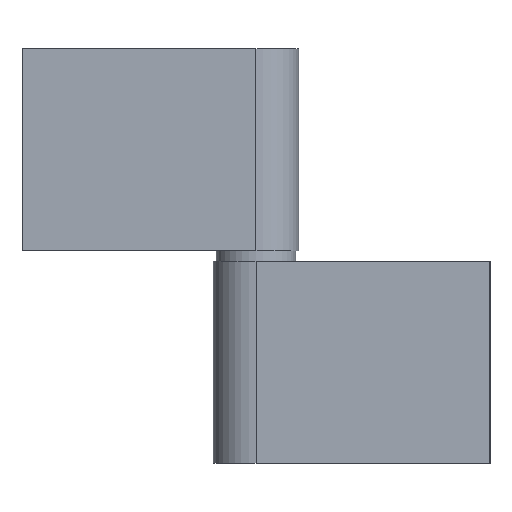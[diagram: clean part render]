
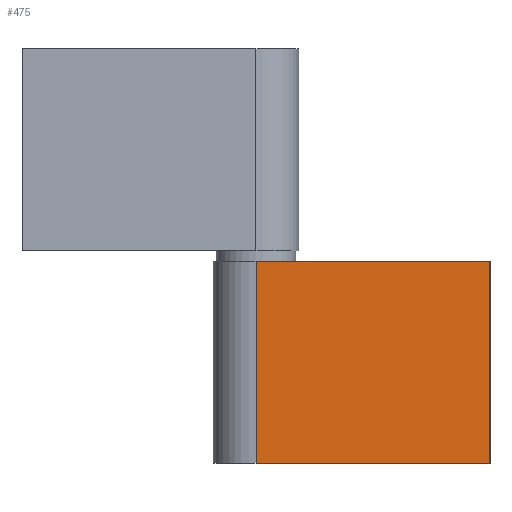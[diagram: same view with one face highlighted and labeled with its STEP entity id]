
A CAD part, top view. The second image highlights one B-rep face of the part: STEP entity #475.
In plain terms, the highlighted planar face has unit normal (0, 0, 1).
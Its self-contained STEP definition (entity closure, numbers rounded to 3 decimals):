
#473 = ORIENTED_EDGE ( 'NONE', *, *, #536, .T. ) ;
#475 = ADVANCED_FACE ( 'NONE', ( #931 ), #881, .F. ) ;
#476 = EDGE_LOOP ( 'NONE', ( #481, #480, #479, #473 ) ) ;
#478 = EDGE_CURVE ( 'NONE', #543, #545, #890, .T. ) ;
#479 = ORIENTED_EDGE ( 'NONE', *, *, #506, .F. ) ;
#480 = ORIENTED_EDGE ( 'NONE', *, *, #478, .F. ) ;
#481 = ORIENTED_EDGE ( 'NONE', *, *, #491, .T. ) ;
#491 = EDGE_CURVE ( 'NONE', #534, #545, #910, .T. ) ;
#506 = EDGE_CURVE ( 'NONE', #528, #543, #860, .T. ) ;
#528 = VERTEX_POINT ( 'NONE', #768 ) ;
#534 = VERTEX_POINT ( 'NONE', #757 ) ;
#536 = EDGE_CURVE ( 'NONE', #528, #534, #756, .T. ) ;
#543 = VERTEX_POINT ( 'NONE', #804 ) ;
#545 = VERTEX_POINT ( 'NONE', #803 ) ;
#753 = DIRECTION ( 'NONE',  ( 0., -1., 0. ) ) ;
#754 = VECTOR ( 'NONE', #753, 1000. ) ;
#755 = CARTESIAN_POINT ( 'NONE',  ( 0., 38., 8. ) ) ;
#756 = LINE ( 'NONE', #755, #754 ) ;
#757 = CARTESIAN_POINT ( 'NONE',  ( 0., 0., 8. ) ) ;
#768 = CARTESIAN_POINT ( 'NONE',  ( 0., 38., 8. ) ) ;
#803 = CARTESIAN_POINT ( 'NONE',  ( 44., 0., 8. ) ) ;
#804 = CARTESIAN_POINT ( 'NONE',  ( 44., 38., 8. ) ) ;
#857 = DIRECTION ( 'NONE',  ( 1., 0., 0. ) ) ;
#858 = VECTOR ( 'NONE', #857, 1000. ) ;
#859 = CARTESIAN_POINT ( 'NONE',  ( 0., 38., 8. ) ) ;
#860 = LINE ( 'NONE', #859, #858 ) ;
#878 = DIRECTION ( 'NONE',  ( 0., 0., -1. ) ) ;
#879 = CARTESIAN_POINT ( 'NONE',  ( 0., 38., 8. ) ) ;
#880 = AXIS2_PLACEMENT_3D ( 'NONE', #879, #878, #891 ) ;
#881 = PLANE ( 'NONE',  #880 ) ;
#887 = DIRECTION ( 'NONE',  ( 0., -1., 0. ) ) ;
#888 = VECTOR ( 'NONE', #887, 1000. ) ;
#889 = CARTESIAN_POINT ( 'NONE',  ( 44., 38., 8. ) ) ;
#890 = LINE ( 'NONE', #889, #888 ) ;
#891 = DIRECTION ( 'NONE',  ( -1., 0., 0. ) ) ;
#907 = DIRECTION ( 'NONE',  ( 1., 0., 0. ) ) ;
#908 = VECTOR ( 'NONE', #907, 1000. ) ;
#909 = CARTESIAN_POINT ( 'NONE',  ( 0., 0., 8. ) ) ;
#910 = LINE ( 'NONE', #909, #908 ) ;
#931 = FACE_OUTER_BOUND ( 'NONE', #476, .T. ) ;
